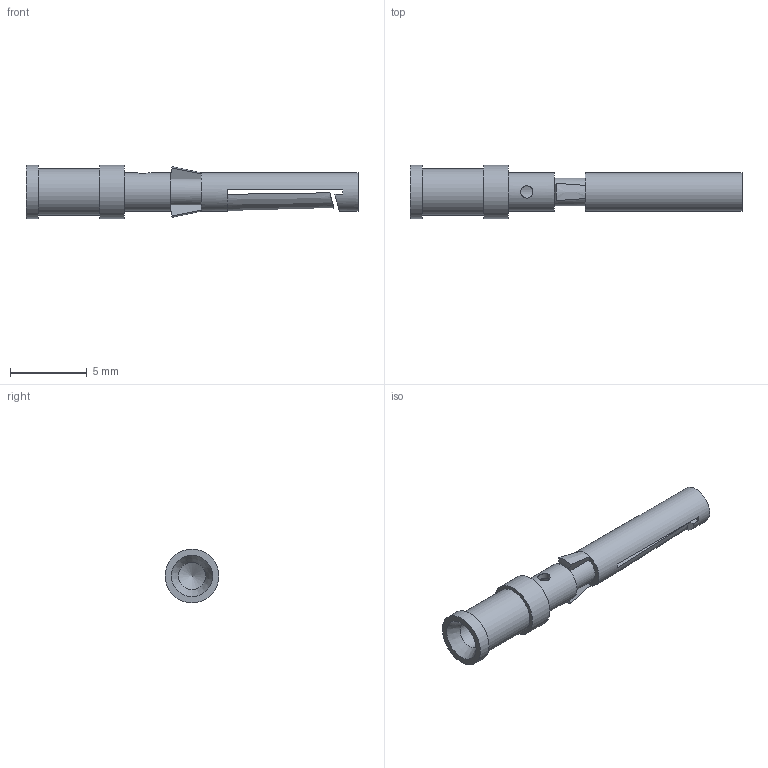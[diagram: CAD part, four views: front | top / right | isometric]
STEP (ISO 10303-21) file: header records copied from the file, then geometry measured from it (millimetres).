
FILE_DESCRIPTION(/* description */ (''),/* implementation_level */ '2;1');
FILE_NAME(/* name */ '16_1199_000_001_00.stp',/* time_stamp */ '2013-01-25T09:21:05+01:00',/* author */ (''),/* organization */ (''),/* preprocessor_version */ 'ST-DEVELOPER v11',/* originating_system */ 'SIEMENS UGS NX 6.0',/* authorisation */ '');
FILE_SCHEMA (('AUTOMOTIVE_DESIGN { 1 0 10303 214 1 1 1 1 }'));
Length unit declared in the file: millimetre
Products named in the file (1): cerlB15768am
Bounding box: 21.6 x 3.5 x 3.5 mm (x, y, z)
Volume: 78.1 mm3; surface area: 305.4 mm2
Topology: 1 solids, 1 shells, 45 faces, 112 edges, 70 vertices
Faces by surface type: plane 25, cylinder 9, cone 9, bspline 2
Full cylindrical faces by diameter (mm): 0.8 x1, 1.65 x1, 1.8 x2, 2.5 x2, 3 x1, 3.5 x2
Entity records: 1393 total; most frequent: CARTESIAN_POINT 381, DIRECTION 214, ORIENTED_EDGE 180, EDGE_CURVE 90, AXIS2_PLACEMENT_3D 88, EDGE_LOOP 65, VERTEX_POINT 64, ADVANCED_FACE 45
